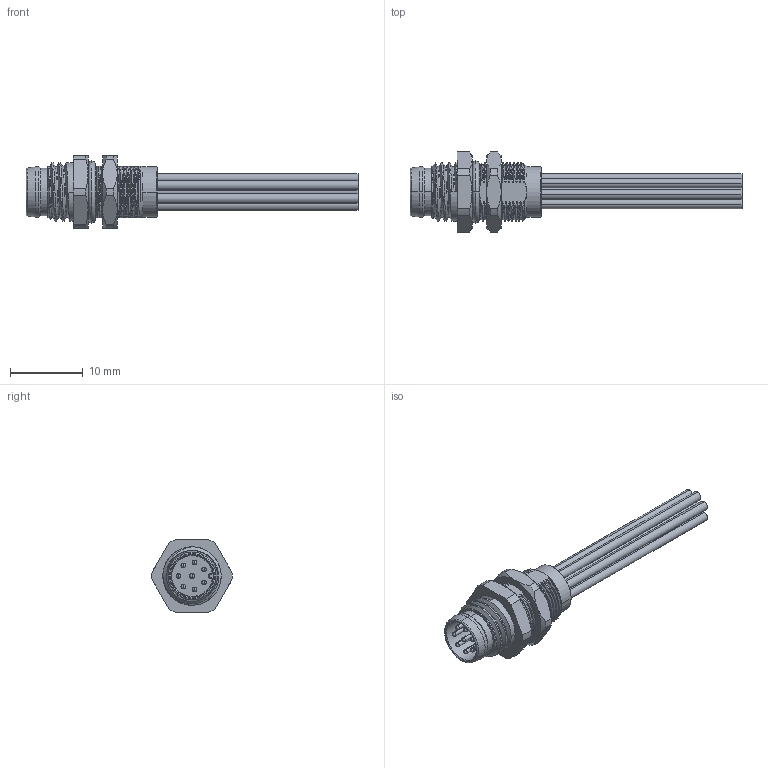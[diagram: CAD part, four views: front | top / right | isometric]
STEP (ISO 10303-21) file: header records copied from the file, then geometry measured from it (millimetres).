
FILE_DESCRIPTION((''),'2;1');
FILE_NAME('HOUSING-8P-MALE-AOCAO8_','2025-09-28T',('gongcheng16'),(''),'PRO/ENGINEER BY PARAMETRIC TECHNOLOGY CORPORATION, 2010280','PRO/ENGINEER BY PARAMETRIC TECHNOLOGY CORPORATION, 2010280','');
FILE_SCHEMA(('CONFIG_CONTROL_DESIGN'));
Length unit declared in the file: millimetre
Products named in the file (1): HOUSING-8P-MALE-AOCAO8_
Bounding box: 45.5 x 10.99 x 10 mm (x, y, z)
Volume: 300.5 mm3; surface area: 3526 mm2
Topology: 1 solids, 21 shells, 661 faces, 1548 edges, 940 vertices
Faces by surface type: cylinder 268, plane 140, cone 135, bspline 90, sphere 16, torus 12
Entity records: 33620 total; most frequent: CARTESIAN_POINT 19072, ORIENTED_EDGE 3032, DIRECTION 2915, EDGE_CURVE 1516, AXIS2_PLACEMENT_3D 1163, VERTEX_POINT 940, EDGE_LOOP 742, FACE_OUTER_BOUND 661
